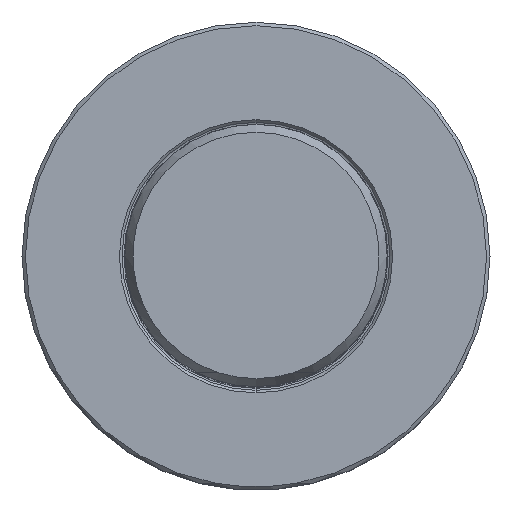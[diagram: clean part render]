
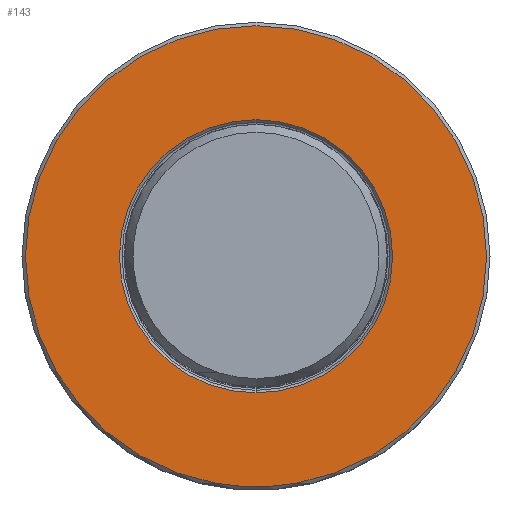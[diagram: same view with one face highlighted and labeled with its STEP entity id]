
A CAD part, top view. The second image highlights one B-rep face of the part: STEP entity #143.
In plain terms, the highlighted planar face has unit normal (0, 0, 1).
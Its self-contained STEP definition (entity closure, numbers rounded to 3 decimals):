
#28=FACE_BOUND('',#295,.T.);
#29=FACE_BOUND('',#296,.T.);
#33=PLANE('',#1260);
#143=ADVANCED_FACE('',(#28,#29),#33,.T.);
#295=EDGE_LOOP('',(#510,#511,#512));
#296=EDGE_LOOP('',(#513,#514));
#510=ORIENTED_EDGE('',*,*,#779,.F.);
#511=ORIENTED_EDGE('',*,*,#782,.F.);
#512=ORIENTED_EDGE('',*,*,#781,.F.);
#513=ORIENTED_EDGE('',*,*,#783,.F.);
#514=ORIENTED_EDGE('',*,*,#784,.F.);
#654=VERTEX_POINT('',#2592);
#655=VERTEX_POINT('',#2594);
#656=VERTEX_POINT('',#2603);
#657=VERTEX_POINT('',#2607);
#658=VERTEX_POINT('',#2608);
#779=EDGE_CURVE('',#654,#655,#933,.T.);
#781=EDGE_CURVE('',#655,#656,#934,.T.);
#782=EDGE_CURVE('',#656,#654,#935,.T.);
#783=EDGE_CURVE('',#657,#658,#936,.T.);
#784=EDGE_CURVE('',#658,#657,#937,.T.);
#933=CIRCLE('',#1253,33.5);
#934=CIRCLE('',#1255,33.5);
#935=CIRCLE('',#1256,33.5);
#936=CIRCLE('',#1258,19.85);
#937=CIRCLE('',#1259,19.85);
#1253=AXIS2_PLACEMENT_3D('',#2593,#1535,#1536);
#1255=AXIS2_PLACEMENT_3D('',#2602,#1539,#1540);
#1256=AXIS2_PLACEMENT_3D('',#2604,#1541,#1542);
#1258=AXIS2_PLACEMENT_3D('',#2606,#1545,#1546);
#1259=AXIS2_PLACEMENT_3D('',#2609,#1547,#1548);
#1260=AXIS2_PLACEMENT_3D('',#2610,#1549,#1550);
#1535=DIRECTION('',(0.,0.,-1.));
#1536=DIRECTION('',(0.172,-0.985,0.));
#1539=DIRECTION('',(0.,0.,-1.));
#1540=DIRECTION('',(-0.172,-0.985,0.));
#1541=DIRECTION('',(0.,0.,-1.));
#1542=DIRECTION('',(0.,1.,0.));
#1545=DIRECTION('',(0.,0.,1.));
#1546=DIRECTION('',(0.,-1.,0.));
#1547=DIRECTION('',(0.,0.,1.));
#1548=DIRECTION('',(0.,1.,0.));
#1549=DIRECTION('',(0.,0.,1.));
#1550=DIRECTION('',(0.,1.,0.));
#2592=CARTESIAN_POINT('',(5.766,-33.,0.));
#2593=CARTESIAN_POINT('',(0.,0.,0.));
#2594=CARTESIAN_POINT('',(-5.766,-33.,0.));
#2602=CARTESIAN_POINT('',(0.,0.,0.));
#2603=CARTESIAN_POINT('',(0.,33.5,0.));
#2604=CARTESIAN_POINT('',(0.,0.,0.));
#2606=CARTESIAN_POINT('',(0.,0.,0.));
#2607=CARTESIAN_POINT('',(0.,-19.85,0.));
#2608=CARTESIAN_POINT('',(0.,19.85,0.));
#2609=CARTESIAN_POINT('',(0.,0.,0.));
#2610=CARTESIAN_POINT('',(0.,0.,0.));
